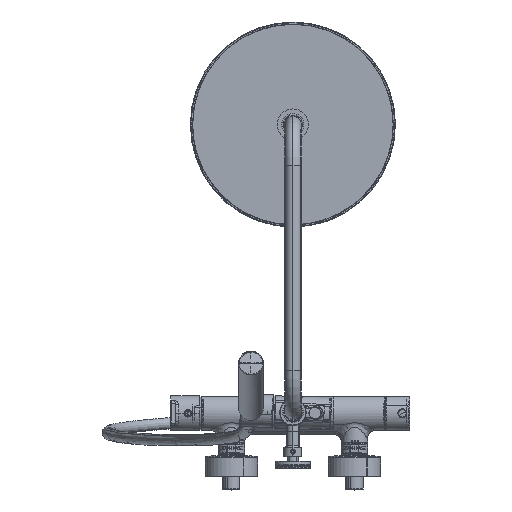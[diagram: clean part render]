
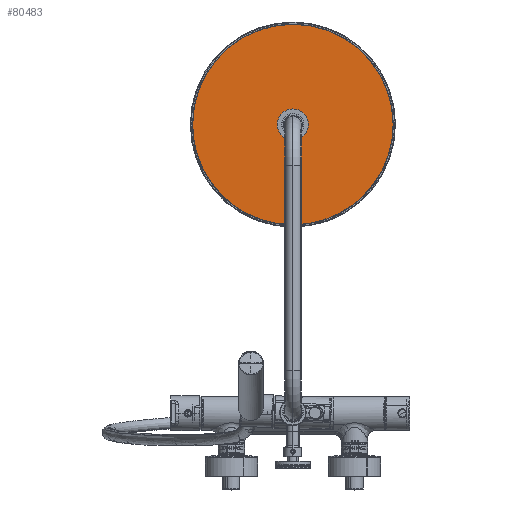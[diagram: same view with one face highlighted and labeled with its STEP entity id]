
A CAD part, top view. The second image highlights one B-rep face of the part: STEP entity #80483.
In plain terms, the highlighted planar face has unit normal (0, 0, 1).
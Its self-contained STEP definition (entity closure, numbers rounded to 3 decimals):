
#80277=CARTESIAN_POINT('Axis2P3D Location',(0.,358.,1182.5)) ;
#80392=CARTESIAN_POINT('Vertex',(19.,358.,1182.5)) ;
#80395=CARTESIAN_POINT('Axis2P3D Location',(0.,358.,1182.5)) ;
#80399=CARTESIAN_POINT('Vertex',(-19.,358.,1182.5)) ;
#80415=CARTESIAN_POINT('Control Point',(122.2,358.,1182.5)) ;
#80416=CARTESIAN_POINT('Control Point',(122.2,346.628,1182.5)) ;
#80417=CARTESIAN_POINT('Control Point',(120.877,335.256,1182.5)) ;
#80418=CARTESIAN_POINT('Control Point',(118.23,324.086,1182.5)) ;
#80419=CARTESIAN_POINT('Control Point',(110.389,302.574,1182.5)) ;
#80420=CARTESIAN_POINT('Control Point',(97.82,283.435,1182.5)) ;
#80421=CARTESIAN_POINT('Control Point',(90.442,274.64,1182.5)) ;
#80422=CARTESIAN_POINT('Control Point',(73.782,258.934,1182.5)) ;
#80423=CARTESIAN_POINT('Control Point',(53.961,247.47,1182.5)) ;
#80424=CARTESIAN_POINT('Control Point',(43.421,242.921,1182.5)) ;
#80425=CARTESIAN_POINT('Control Point',(21.484,236.36,1182.5)) ;
#80426=CARTESIAN_POINT('Control Point',(-1.373,235.009,1182.5)) ;
#80427=CARTESIAN_POINT('Control Point',(-12.833,235.673,1182.5)) ;
#80428=CARTESIAN_POINT('Control Point',(-35.382,239.653,1182.5)) ;
#80429=CARTESIAN_POINT('Control Point',(-56.414,248.702,1182.5)) ;
#80430=CARTESIAN_POINT('Control Point',(-66.359,254.438,1182.5)) ;
#80431=CARTESIAN_POINT('Control Point',(-84.724,268.112,1182.5)) ;
#80432=CARTESIAN_POINT('Control Point',(-99.46,285.637,1182.5)) ;
#80433=CARTESIAN_POINT('Control Point',(-105.773,295.225,1182.5)) ;
#80434=CARTESIAN_POINT('Control Point',(-114.772,313.143,1182.5)) ;
#80435=CARTESIAN_POINT('Control Point',(-119.959,332.451,1182.5)) ;
#80436=CARTESIAN_POINT('Control Point',(-121.453,340.91,1182.5)) ;
#80437=CARTESIAN_POINT('Control Point',(-122.2,349.455,1182.5)) ;
#80438=CARTESIAN_POINT('Control Point',(-122.2,358.,1182.5)) ;
#80439=CARTESIAN_POINT('Vertex',(122.2,358.,1182.5)) ;
#80441=CARTESIAN_POINT('Vertex',(-122.2,358.,1182.5)) ;
#80445=CARTESIAN_POINT('Control Point',(122.2,358.,1182.5)) ;
#80446=CARTESIAN_POINT('Control Point',(122.2,369.372,1182.5)) ;
#80447=CARTESIAN_POINT('Control Point',(120.877,380.744,1182.5)) ;
#80448=CARTESIAN_POINT('Control Point',(118.23,391.914,1182.5)) ;
#80449=CARTESIAN_POINT('Control Point',(110.389,413.426,1182.5)) ;
#80450=CARTESIAN_POINT('Control Point',(97.82,432.565,1182.5)) ;
#80451=CARTESIAN_POINT('Control Point',(90.442,441.36,1182.5)) ;
#80452=CARTESIAN_POINT('Control Point',(73.782,457.066,1182.5)) ;
#80453=CARTESIAN_POINT('Control Point',(53.961,468.53,1182.5)) ;
#80454=CARTESIAN_POINT('Control Point',(43.421,473.079,1182.5)) ;
#80455=CARTESIAN_POINT('Control Point',(21.484,479.64,1182.5)) ;
#80456=CARTESIAN_POINT('Control Point',(-1.373,480.991,1182.5)) ;
#80457=CARTESIAN_POINT('Control Point',(-12.833,480.327,1182.5)) ;
#80458=CARTESIAN_POINT('Control Point',(-35.382,476.347,1182.5)) ;
#80459=CARTESIAN_POINT('Control Point',(-56.414,467.298,1182.5)) ;
#80460=CARTESIAN_POINT('Control Point',(-66.359,461.562,1182.5)) ;
#80461=CARTESIAN_POINT('Control Point',(-84.724,447.888,1182.5)) ;
#80462=CARTESIAN_POINT('Control Point',(-99.46,430.363,1182.5)) ;
#80463=CARTESIAN_POINT('Control Point',(-105.773,420.775,1182.5)) ;
#80464=CARTESIAN_POINT('Control Point',(-114.772,402.857,1182.5)) ;
#80465=CARTESIAN_POINT('Control Point',(-119.959,383.549,1182.5)) ;
#80466=CARTESIAN_POINT('Control Point',(-121.453,375.09,1182.5)) ;
#80467=CARTESIAN_POINT('Control Point',(-122.2,366.545,1182.5)) ;
#80468=CARTESIAN_POINT('Control Point',(-122.2,358.,1182.5)) ;
#80474=CARTESIAN_POINT('Axis2P3D Location',(0.,358.,1182.5)) ;
#80278=DIRECTION('Axis2P3D Direction',(0.,0.,1.)) ;
#80279=DIRECTION('Axis2P3D XDirection',(-1.,0.,0.)) ;
#80396=DIRECTION('Axis2P3D Direction',(-0.,0.,1.)) ;
#80475=DIRECTION('Axis2P3D Direction',(0.,0.,1.)) ;
#80280=AXIS2_PLACEMENT_3D('Plane Axis2P3D',#80277,#80278,#80279) ;
#80397=AXIS2_PLACEMENT_3D('Circle Axis2P3D',#80395,#80396,$) ;
#80476=AXIS2_PLACEMENT_3D('Circle Axis2P3D',#80474,#80475,$) ;
#80398=CIRCLE('generated circle',#80397,19.) ;
#80477=CIRCLE('generated circle',#80476,19.) ;
#80281=PLANE('',#80280) ;
#80482=FACE_BOUND('',#80479,.T.) ;
#80401=EDGE_CURVE('',#80400,#80393,#80398,.F.) ;
#80443=EDGE_CURVE('',#80440,#80442,#80414,.T.) ;
#80469=EDGE_CURVE('',#80440,#80442,#80444,.T.) ;
#80478=EDGE_CURVE('',#80400,#80393,#80477,.T.) ;
#80471=ORIENTED_EDGE('',*,*,#80443,.F.) ;
#80472=ORIENTED_EDGE('',*,*,#80469,.T.) ;
#80480=ORIENTED_EDGE('',*,*,#80401,.T.) ;
#80481=ORIENTED_EDGE('',*,*,#80478,.F.) ;
#80470=EDGE_LOOP('',(#80471,#80472)) ;
#80479=EDGE_LOOP('',(#80480,#80481)) ;
#80393=VERTEX_POINT('',#80392) ;
#80400=VERTEX_POINT('',#80399) ;
#80440=VERTEX_POINT('',#80439) ;
#80442=VERTEX_POINT('',#80441) ;
#80483=ADVANCED_FACE('96662.1',(#80473,#80482),#80281,.T.) ;
#80414=B_SPLINE_CURVE_WITH_KNOTS('',5,(#80415,#80416,#80417,#80418,#80419,#80420,#80421,#80422,#80423,#80424,#80425,#80426,#80427,#80428,#80429,#80430,#80431,#80432,#80433,#80434,#80435,#80436,#80437,#80438),.UNSPECIFIED.,.F.,.U.,(6,3,3,3,3,3,3,6),(0.,80.586,161.172,241.758,322.344,402.93,483.516,544.069),.UNSPECIFIED.) ;
#80444=B_SPLINE_CURVE_WITH_KNOTS('',5,(#80445,#80446,#80447,#80448,#80449,#80450,#80451,#80452,#80453,#80454,#80455,#80456,#80457,#80458,#80459,#80460,#80461,#80462,#80463,#80464,#80465,#80466,#80467,#80468),.UNSPECIFIED.,.F.,.U.,(6,3,3,3,3,3,3,6),(0.,80.586,161.172,241.758,322.344,402.93,483.516,544.069),.UNSPECIFIED.) ;
#80473=FACE_OUTER_BOUND('',#80470,.T.) ;
